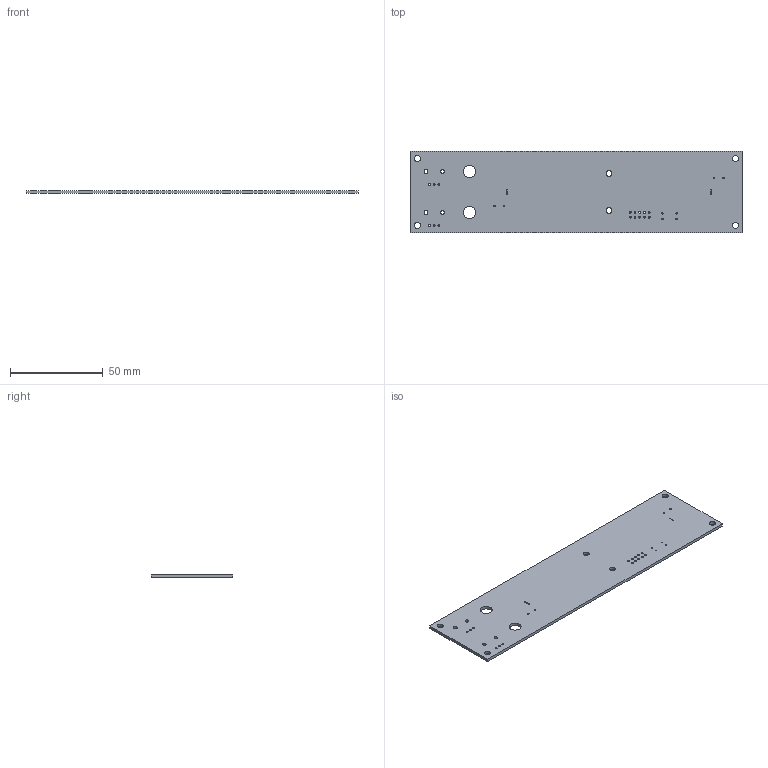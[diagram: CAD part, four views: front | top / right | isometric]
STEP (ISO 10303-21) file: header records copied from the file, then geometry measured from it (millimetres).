
FILE_DESCRIPTION(('KiCad electronic assembly'),'2;1');
FILE_NAME('ESP32_MIDI.step','2025-06-16T21:59:37',('Pcbnew'),('Kicad'), 'Open CASCADE STEP processor 7.7','KiCad to STEP converter','Unknown' );
FILE_SCHEMA(('AUTOMOTIVE_DESIGN { 1 0 10303 214 1 1 1 1 }'));
Length unit declared in the file: millimetre
Products named in the file (2): ESP32_MIDI 1; _autosave-ESP32_MIDI_Summer25_GTR.kicad_pro_PCB
Assembly tree (1 placements, depth 2):
  ESP32_MIDI 1
    _autosave-ESP32_MIDI_Summer25_GTR.kicad_pro_PCB
Bounding box: 178.5 x 44 x 1.6 mm (x, y, z)
Volume: 12338 mm3; surface area: 16464.1 mm2
Topology: 1 solids, 1 shells, 60 faces, 174 edges, 116 vertices
Faces by surface type: cylinder 46, plane 14
Full cylindrical faces by diameter (mm): 0.6 x6, 0.7 x4, 0.8 x4, 1 x16, 3.2 x6, 6.4 x2
Entity records: 2235 total; most frequent: DIRECTION 390, CARTESIAN_POINT 352, ORIENTED_EDGE 348, EDGE_CURVE 174, AXIS2_PLACEMENT_3D 154, FACE_BOUND 144, EDGE_LOOP 144, VERTEX_POINT 116
